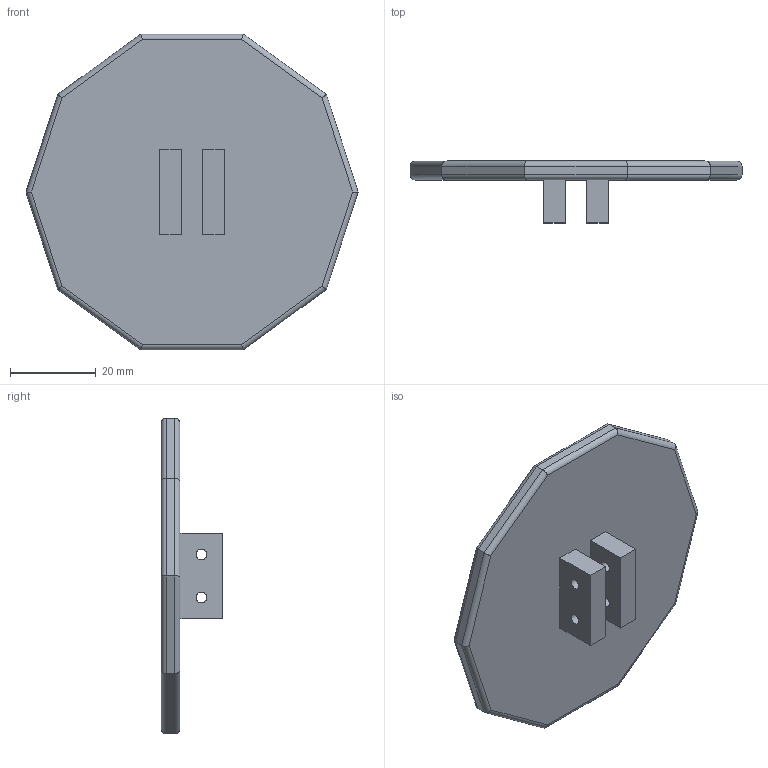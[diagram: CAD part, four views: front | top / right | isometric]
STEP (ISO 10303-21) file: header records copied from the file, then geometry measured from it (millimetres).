
FILE_DESCRIPTION(/* description */ (''),/* implementation_level */ '2;1');
FILE_NAME(/* name */ '(x1)_OV-PAM_n_10_bottom.stp',/* time_stamp */ '2023-10-19T13:40:32+09:00',/* author */ ('jsw'),/* organization */ (''),/* preprocessor_version */ 'ST-DEVELOPER v19.2',/* originating_system */ 'Autodesk Inventor 2024',/* authorisation */ '');
FILE_SCHEMA (('AUTOMOTIVE_DESIGN { 1 0 10303 214 3 1 1 }'));
Length unit declared in the file: millimetre
Products named in the file (1): OV-PAM_n_10_bottom
Bounding box: 77.28 x 14.4 x 73.5 mm (x, y, z)
Volume: 18389 mm3; surface area: 11101.3 mm2
Topology: 1 solids, 1 shells, 68 faces, 166 edges, 104 vertices
Faces by surface type: plane 44, cylinder 24
Full cylindrical faces by diameter (mm): 2.5 x4
Entity records: 2017 total; most frequent: CARTESIAN_POINT 339, ORIENTED_EDGE 332, DIRECTION 332, EDGE_CURVE 166, LINE 138, VECTOR 138, VERTEX_POINT 104, AXIS2_PLACEMENT_3D 97
